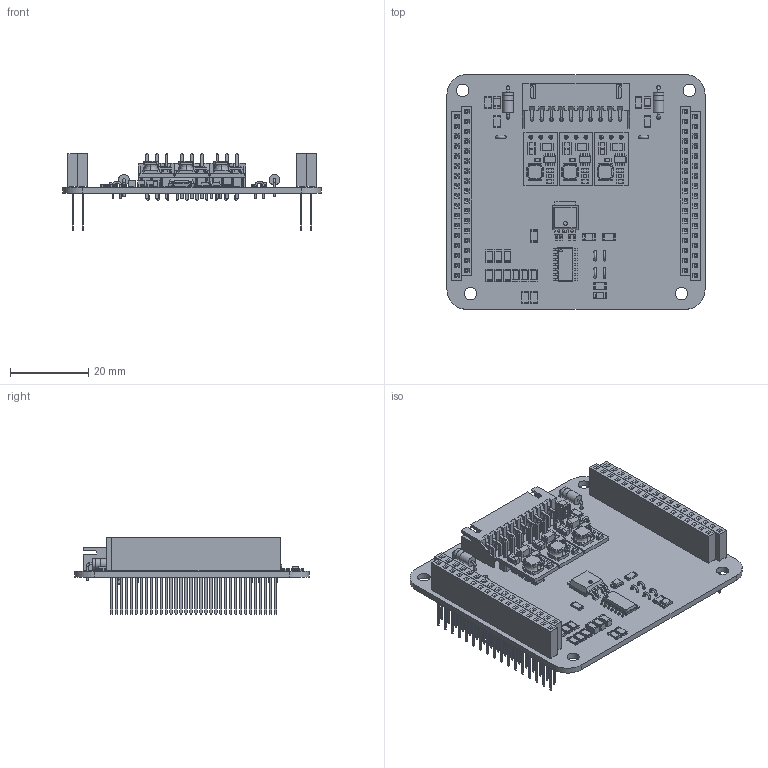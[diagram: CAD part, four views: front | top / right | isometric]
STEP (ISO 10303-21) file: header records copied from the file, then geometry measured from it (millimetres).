
FILE_DESCRIPTION(('KiCad electronic assembly'),'2;1');
FILE_NAME('MainPowerDistributionSystem.step','2026-02-01T21:08:43',( 'Pcbnew'),('Kicad'),'Open CASCADE STEP processor 7.6', 'KiCad to STEP converter','Unknown');
FILE_SCHEMA(('AUTOMOTIVE_DESIGN { 1 0 10303 214 1 1 1 1 }'));
Length unit declared in the file: millimetre
Products named in the file (14): MainPowerDistributionSystem 1; JST_XH_S10B-XH-A_1x10_P2.50mm_Horizontal; R_1206_3216Metric; LED_1206_3216Metric; TestPoint_Bridge_Pitch2.0mm_Drill0.7mm; C_1206_3216Metric; SOIC-14_3.9x8.7mm_P1.27mm; D_A-405_P7.62mm_Horizontal; d24v7fx-step-down-voltage-regulators; PinHeader_1x03_P2.54mm_Vertical; StackingHeader_2.54mm_1x17; TO-252-4; MainPowerDistributionSystem 1.47.1; MainPowerDistributionSystem_PCB
Assembly tree (49 placements, depth 3):
  MainPowerDistributionSystem 1
    JST_XH_S10B-XH-A_1x10_P2.50mm_Horizontal
    R_1206_3216Metric  x15
    LED_1206_3216Metric  x4
    TestPoint_Bridge_Pitch2.0mm_Drill0.7mm  x6
    C_1206_3216Metric  x7
    SOIC-14_3.9x8.7mm_P1.27mm
    D_A-405_P7.62mm_Horizontal  x2
    d24v7fx-step-down-voltage-regulators  x3
    PinHeader_1x03_P2.54mm_Vertical  x3
    StackingHeader_2.54mm_1x17  x4
    TO-252-4
      MainPowerDistributionSystem 1.47.1
    MainPowerDistributionSystem_PCB
Bounding box: 66 x 60 x 19.64 mm (x, y, z)
Volume: 10999.5 mm3; surface area: 19559.4 mm2
Topology: 54 solids, 54 shells, 5474 faces, 14321 edges, 9295 vertices
Faces by surface type: plane 4242, cylinder 624, bspline 598, torus 10
Full cylindrical faces by diameter (mm): 0.5 x12, 0.6 x8, 0.7 x12, 0.9 x4, 0.95 x10, 1 x78, 2.7 x4, 2.72 x2, 3.2 x4
Entity records: 70821 total; most frequent: CARTESIAN_POINT 19839, ORIENTED_EDGE 10908, DIRECTION 9398, EDGE_CURVE 5454, LINE 4410, VECTOR 4410, VERTEX_POINT 3535, AXIS2_PLACEMENT_3D 2494
